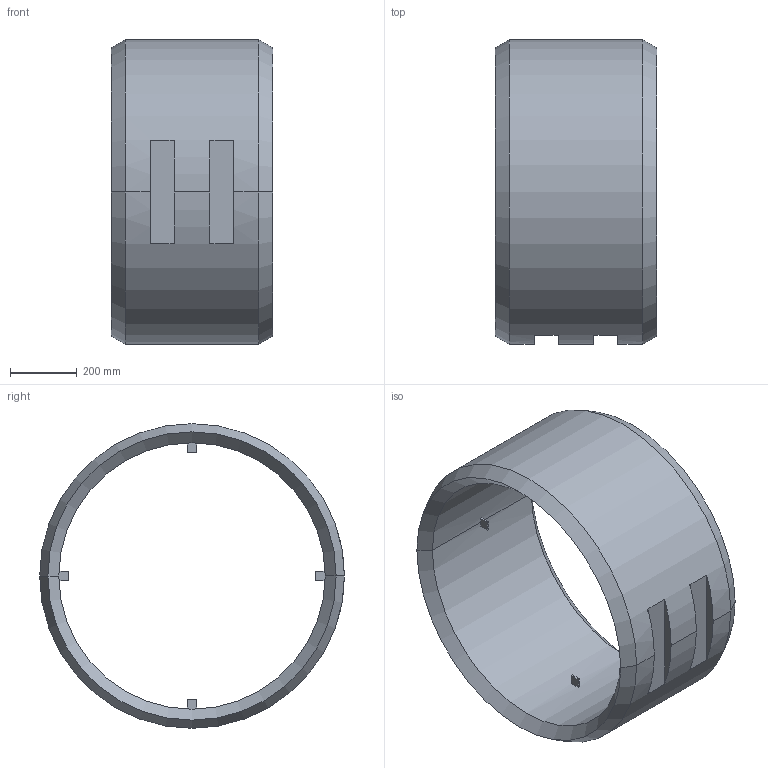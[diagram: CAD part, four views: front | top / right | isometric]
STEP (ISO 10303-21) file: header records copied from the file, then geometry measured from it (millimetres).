
FILE_DESCRIPTION( ( '' ), '1' );
FILE_NAME( 'AGRU_70373080017_PE_100-RC_schwarz_E-Muffe_bifilar_800__SDR_33-17_MOP_10bar_05.stp', '2017-12-12T09:53:50', ( '' ), ( '' ), ' ', ' ', ' ' );
FILE_SCHEMA( ( 'automotive_design' ) );
Length unit declared in the file: millimetre
Products named in the file (1): 1
Bounding box: 485.71 x 915 x 915 mm (x, y, z)
Volume: 68663633.2 mm3; surface area: 2754966.3 mm2
Topology: 1 solids, 1 shells, 38 faces, 96 edges, 60 vertices
Faces by surface type: plane 22, cone 8, cylinder 8
Entity records: 2256 total; most frequent: DIRECTION 214, STYLED_ITEM 195, PRESENTATION_STYLE_ASSIGNMENT 195, CARTESIAN_POINT 195, COLOUR_RGB 195, ORIENTED_EDGE 192, EDGE_CURVE 96, CURVE_STYLE 96
